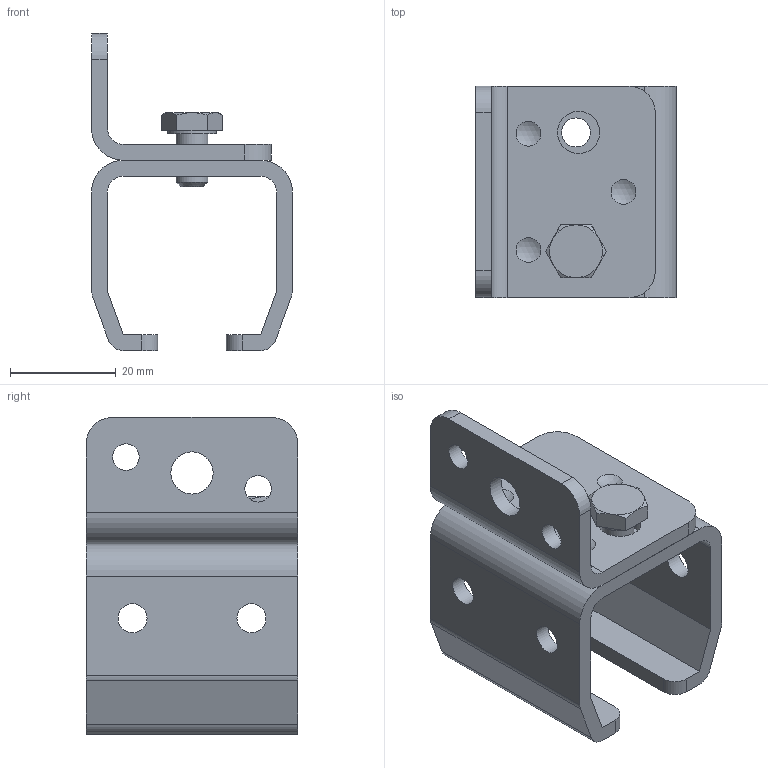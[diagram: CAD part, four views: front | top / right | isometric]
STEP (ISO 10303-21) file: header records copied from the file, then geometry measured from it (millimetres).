
FILE_DESCRIPTION(('STEP AP214'),'1');
FILE_NAME('PMH Kabelskena Fäste 101.stp','2013-08-16T06:43:00',(' '),(' '),'Spatial InterOp 3D',' ',' ');
FILE_SCHEMA(('automotive_design'));
Length unit declared in the file: millimetre
Products named in the file (4): PMH Kabelskena Faste 101; NAUO3; NAUO2; NAUO1
Assembly tree (3 placements, depth 2):
  PMH Kabelskena Faste 101
    NAUO3
    NAUO2
    NAUO1
Bounding box: 38 x 40 x 60 mm (x, y, z)
Volume: 19442.4 mm3; surface area: 15112.5 mm2
Topology: 3 solids, 3 shells, 80 faces, 206 edges, 140 vertices
Faces by surface type: plane 36, cylinder 31, cone 7, sphere 6
Full cylindrical faces by diameter (mm): 5 x2, 5.5 x5, 5.6 x1, 6 x1, 8 x3, 9.091 x1
Entity records: 3181 total; most frequent: CARTESIAN_POINT 474, DIRECTION 420, ORIENTED_EDGE 378, EDGE_CURVE 189, AXIS2_PLACEMENT_3D 159, VERTEX_POINT 137, EDGE_LOOP 124, LINE 102
